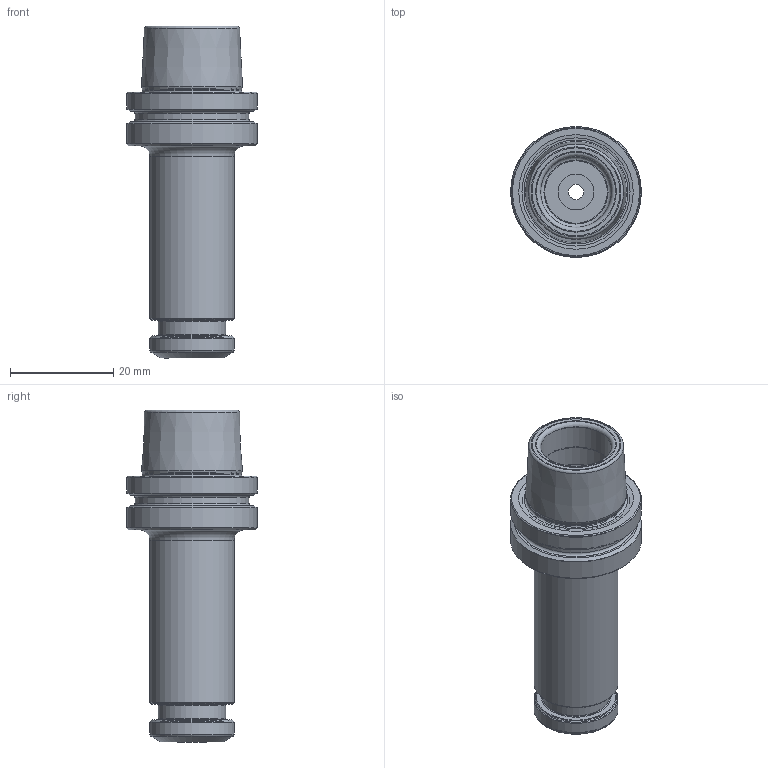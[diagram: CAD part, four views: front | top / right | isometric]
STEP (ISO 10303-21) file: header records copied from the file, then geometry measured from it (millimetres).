
FILE_DESCRIPTION(/* description */ (''),/* implementation_level */ '2;1');
FILE_NAME(/* name */ '252571014.stp',/* time_stamp */ '2021-01-08T12:24:30',/* author */ ('LRA'),/* organization */ ('REGO-FIX'),/* preprocessor_version */ ' Unknown',/* originating_system */ 'SIEMENS PLM Software Solid Edge ST10',/* authorization */ 'Unknown');
FILE_SCHEMA (('AUTOMOTIVE_DESIGN { 1 0 10303 214 2 1 1}'));
Length unit declared in the file: millimetre
Products named in the file (1): NOCUT
Bounding box: 25.3 x 25.3 x 64.2 mm (x, y, z)
Volume: 20527.6 mm3; surface area: 13770.7 mm2
Topology: 2 solids, 2 shells, 102 faces, 199 edges, 117 vertices
Faces by surface type: cylinder 28, cone 28, torus 26, plane 20
Full cylindrical faces by diameter (mm): 3 x2, 6.917 x2, 8.4 x2, 10 x2, 13 x2, 13.7 x2, 14 x2, 16 x2, 16.3 x2, 16.4 x2, 19.059 x1, 19.16 x1, 22 x2, 25 x2, 25.3 x2
Entity records: 2803 total; most frequent: DIRECTION 416, CARTESIAN_POINT 310, AXIS2_PLACEMENT_3D 208, ORIENTED_EDGE 204, EDGE_LOOP 204, FACE_BOUND 204, EDGE_CURVE 102, VERTEX_POINT 102
